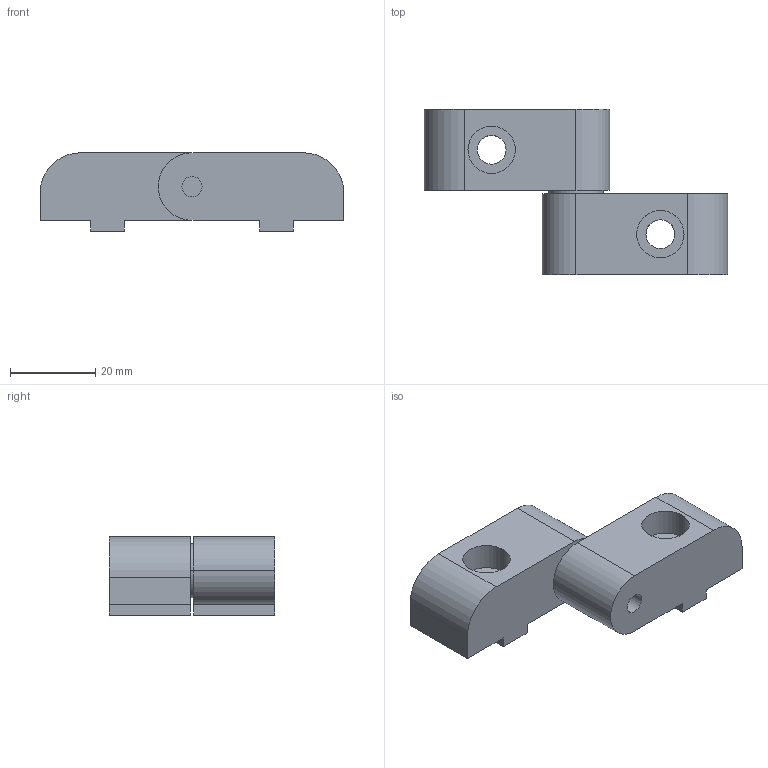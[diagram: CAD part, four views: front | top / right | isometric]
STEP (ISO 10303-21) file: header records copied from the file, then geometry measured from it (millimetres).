
FILE_DESCRIPTION((''),'2;1');
FILE_NAME('15HI8726.stp','2006-03-13T15:36:54',('Shawn Mantel'),('Faztek, LLC'),'Mechanical Desktop 2005','Mechanical Desktop 2005',', , ');
FILE_SCHEMA(('CONFIG_CONTROL_DESIGN'));
Length unit declared in the file: inch
Products named in the file (1): Product
Bounding box: 71.37 x 38.86 x 18.41 mm (x, y, z)
Volume: 22848.7 mm3; surface area: 9923.6 mm2
Topology: 5 solids, 5 shells, 59 faces, 136 edges, 90 vertices
Faces by surface type: bspline 34, cylinder 13, plane 12
Entity records: 2056 total; most frequent: CARTESIAN_POINT 654, ORIENTED_EDGE 272, DIRECTION 250, EDGE_CURVE 136, VERTEX_POINT 90, AXIS2_PLACEMENT_3D 88, VECTOR 74, LINE 74
